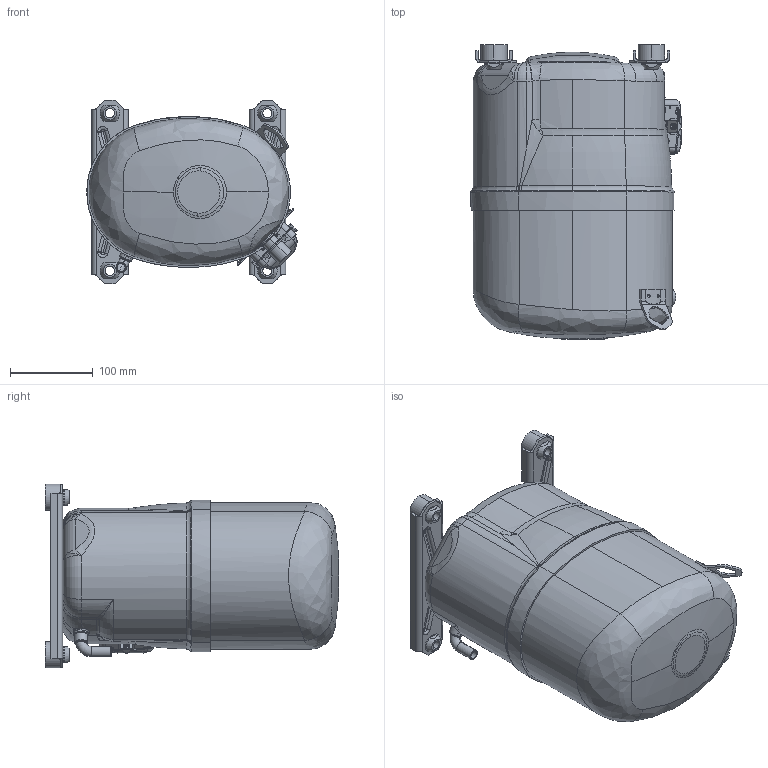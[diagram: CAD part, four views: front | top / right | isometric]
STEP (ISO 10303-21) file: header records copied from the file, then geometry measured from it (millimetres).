
FILE_DESCRIPTION (( 'STEP AP203' ), '1' );
FILE_NAME ('729037E.STEP', '2014-10-06T13:07:24', ( '' ), ( '' ), 'SwSTEP 2.0', 'SolidWorks 2014', '' );
FILE_SCHEMA (( 'CONFIG_CONTROL_DESIGN' ));
Length unit declared in the file: inch
Products named in the file (1): 729037E
Bounding box: 254.48 x 355.61 x 222.25 mm (x, y, z)
Surface area: 390185.7 mm2 (no closed solid volume)
Topology: 0 solids, 31 shells, 812 faces, 2511 edges, 1686 vertices
Faces by surface type: cylinder 266, plane 218, bspline 151, torus 137, sphere 26, cone 14
Entity records: 38931 total; most frequent: CARTESIAN_POINT 17576, DIRECTION 4412, ORIENTED_EDGE 4212, EDGE_CURVE 2489, AXIS2_PLACEMENT_3D 1694, VERTEX_POINT 1686, CIRCLE 1032, LINE 1024
